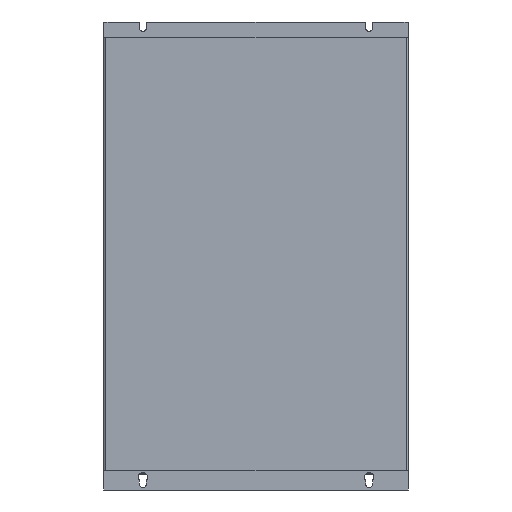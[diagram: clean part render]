
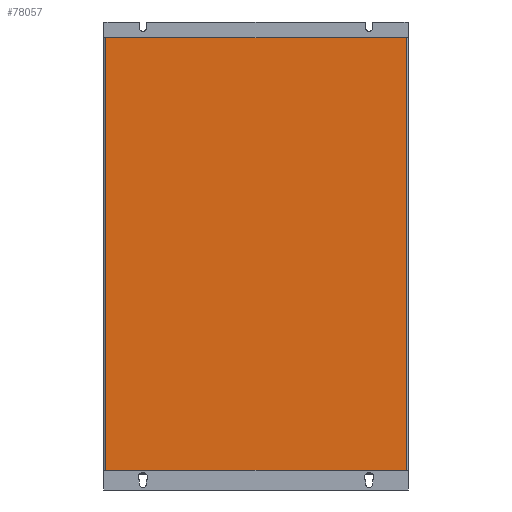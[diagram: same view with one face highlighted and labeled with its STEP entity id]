
A CAD part, front view. The second image highlights one B-rep face of the part: STEP entity #78057.
In plain terms, the highlighted planar face has unit normal (0, -1, 0).
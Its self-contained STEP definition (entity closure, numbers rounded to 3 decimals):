
#10829 = CARTESIAN_POINT ( 'NONE',  ( 193., 0., 280. ) ) ;
#11816 = DIRECTION ( 'NONE',  ( 0., -1., 0. ) ) ;
#15674 = ORIENTED_EDGE ( 'NONE', *, *, #125594, .T. ) ;
#16311 = LINE ( 'NONE', #36392, #65137 ) ;
#16653 = CARTESIAN_POINT ( 'NONE',  ( -96.5, 0., -275. ) ) ;
#19046 = VECTOR ( 'NONE', #57451, 1000. ) ;
#20030 = CARTESIAN_POINT ( 'NONE',  ( -193., 0., -275. ) ) ;
#21856 = PLANE ( 'NONE',  #51364 ) ;
#23456 = VERTEX_POINT ( 'NONE', #20030 ) ;
#25714 = DIRECTION ( 'NONE',  ( 0., 0., -1. ) ) ;
#27947 = CARTESIAN_POINT ( 'NONE',  ( -193., 0., 280. ) ) ;
#28121 = ORIENTED_EDGE ( 'NONE', *, *, #58624, .T. ) ;
#30557 = CARTESIAN_POINT ( 'NONE',  ( 193., 0., 300. ) ) ;
#33016 = CARTESIAN_POINT ( 'NONE',  ( 193., 0., -275. ) ) ;
#33965 = CARTESIAN_POINT ( 'NONE',  ( -96.5, 0., 280. ) ) ;
#36392 = CARTESIAN_POINT ( 'NONE',  ( -193., 0., 300. ) ) ;
#37366 = EDGE_LOOP ( 'NONE', ( #114277, #47219, #28121, #15674 ) ) ;
#47219 = ORIENTED_EDGE ( 'NONE', *, *, #71564, .F. ) ;
#51364 = AXIS2_PLACEMENT_3D ( 'NONE', #103436, #11816, #52591 ) ;
#51552 = EDGE_CURVE ( 'NONE', #23456, #63616, #67465, .T. ) ;
#52591 = DIRECTION ( 'NONE',  ( 0., 0., -1. ) ) ;
#57451 = DIRECTION ( 'NONE',  ( 1., 0., 0. ) ) ;
#58624 = EDGE_CURVE ( 'NONE', #104422, #113290, #125593, .T. ) ;
#63616 = VERTEX_POINT ( 'NONE', #33016 ) ;
#65105 = VECTOR ( 'NONE', #70707, 1000. ) ;
#65137 = VECTOR ( 'NONE', #25714, 1000. ) ;
#67465 = LINE ( 'NONE', #16653, #19046 ) ;
#70707 = DIRECTION ( 'NONE',  ( 0., 0., -1. ) ) ;
#71564 = EDGE_CURVE ( 'NONE', #104422, #63616, #91444, .T. ) ;
#78057 = ADVANCED_FACE ( 'NONE', ( #113474 ), #21856, .T. ) ;
#78493 = VECTOR ( 'NONE', #105519, 1000. ) ;
#91444 = LINE ( 'NONE', #30557, #65105 ) ;
#103436 = CARTESIAN_POINT ( 'NONE',  ( -193., 0., 300. ) ) ;
#104422 = VERTEX_POINT ( 'NONE', #10829 ) ;
#105519 = DIRECTION ( 'NONE',  ( -1., 0., 0. ) ) ;
#113290 = VERTEX_POINT ( 'NONE', #27947 ) ;
#113474 = FACE_OUTER_BOUND ( 'NONE', #37366, .T. ) ;
#114277 = ORIENTED_EDGE ( 'NONE', *, *, #51552, .T. ) ;
#125593 = LINE ( 'NONE', #33965, #78493 ) ;
#125594 = EDGE_CURVE ( 'NONE', #113290, #23456, #16311, .T. ) ;
